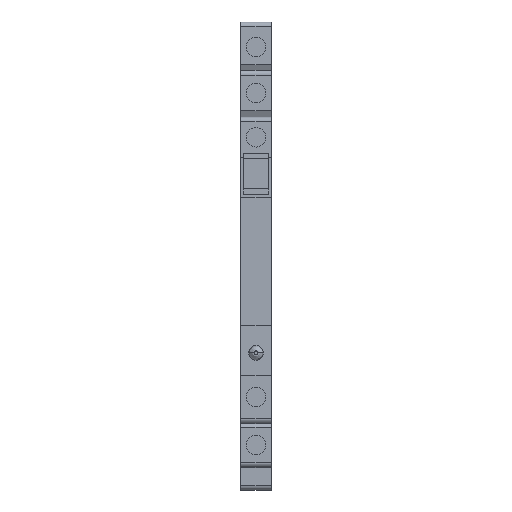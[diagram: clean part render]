
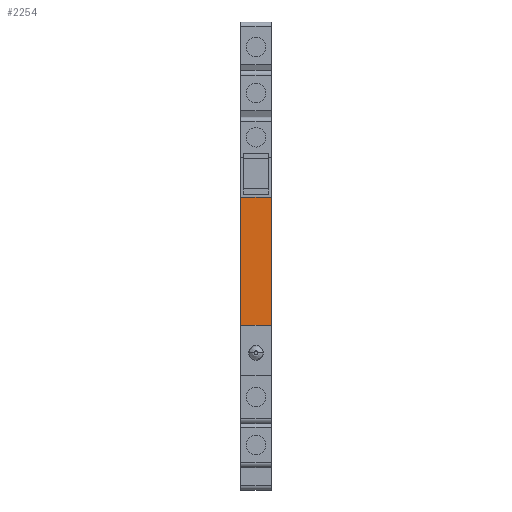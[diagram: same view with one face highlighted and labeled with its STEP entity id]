
A CAD part, front view. The second image highlights one B-rep face of the part: STEP entity #2254.
In plain terms, the highlighted planar face has unit normal (0, -1, 0).
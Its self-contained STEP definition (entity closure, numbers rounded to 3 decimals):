
#2215=CARTESIAN_POINT('POINT150',(3.1,-57.7,
   -14.2));
#2216=VERTEX_POINT('VERTEX150',#2215);
#2217=CARTESIAN_POINT('POINT151',(3.1,-57.7,
   12.1));
#2218=VERTEX_POINT('VERTEX151',#2217);
#2219=CARTESIAN_POINT('POS264',(3.1,-57.7,
   12.1));
#2220=DIRECTION('DIR354',(0.,0.,1.));
#2221=VECTOR('VEC174',#2220,1.);
#2222=LINE('STRAIGHT174',#2219,#2221);
#2223=EDGE_CURVE('EDGE210',#2216,#2218,#2222,.T.);
#2224=ORIENTED_EDGE('COEDGE343',*,*,#2223,.T.);
#2225=CARTESIAN_POINT('POINT152',(-3.1,-57.7,
   12.1));
#2226=VERTEX_POINT('VERTEX152',#2225);
#2227=CARTESIAN_POINT('POS265',(-3.1,-57.7,
   12.1));
#2228=DIRECTION('DIR355',(1.,0.,0.));
#2229=VECTOR('VEC175',#2228,1.);
#2230=LINE('STRAIGHT175',#2227,#2229);
#2231=EDGE_CURVE('EDGE211',#2226,#2218,#2230,.T.);
#2232=ORIENTED_EDGE('COEDGE344',*,*,#2231,.F.);
#2233=CARTESIAN_POINT('POINT153',(-3.1,-57.7,
   -14.2));
#2234=VERTEX_POINT('VERTEX153',#2233);
#2235=CARTESIAN_POINT('POS266',(-3.1,-57.7,
   12.1));
#2236=DIRECTION('DIR356',(0.,0.,-1.));
#2237=VECTOR('VEC176',#2236,1.);
#2238=LINE('STRAIGHT176',#2235,#2237);
#2239=EDGE_CURVE('EDGE212',#2226,#2234,#2238,.T.);
#2240=ORIENTED_EDGE('COEDGE345',*,*,#2239,.T.);
#2241=CARTESIAN_POINT('POS267',(-3.1,-57.7,
   -14.2));
#2242=DIRECTION('DIR357',(1.,0.,0.));
#2243=VECTOR('VEC177',#2242,1.);
#2244=LINE('STRAIGHT177',#2241,#2243);
#2245=EDGE_CURVE('EDGE213',#2234,#2216,#2244,.T.);
#2246=ORIENTED_EDGE('COEDGE346',*,*,#2245,.T.);
#2247=EDGE_LOOP('NONE',(#2224,#2232,#2240,#2246));
#2248=FACE_BOUND('LOOP1',#2247,.T.);
#2249=CARTESIAN_POINT('POS268',(-3.1,-57.7,
   -14.2));
#2250=DIRECTION('DIR358',(0.,-1.,0.));
#2251=DIRECTION('DIR359',(1.,0.,0.));
#2252=AXIS2_PLACEMENT_3D('AXIS91',#2249,#2250,#2251);
#2253=PLANE('PLANE55',#2252);
#2254=ADVANCED_FACE('FACE72',(#2248),#2253,.T.);
